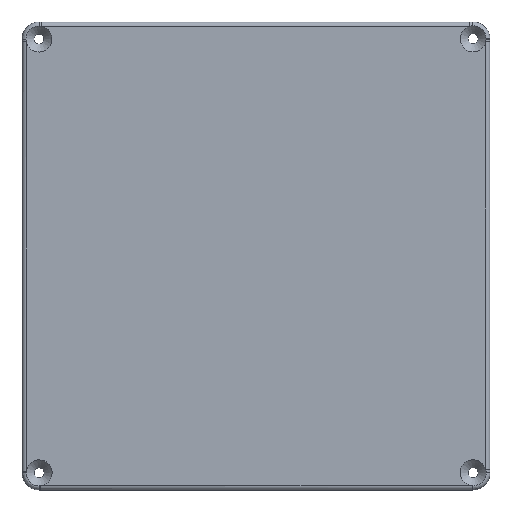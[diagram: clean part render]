
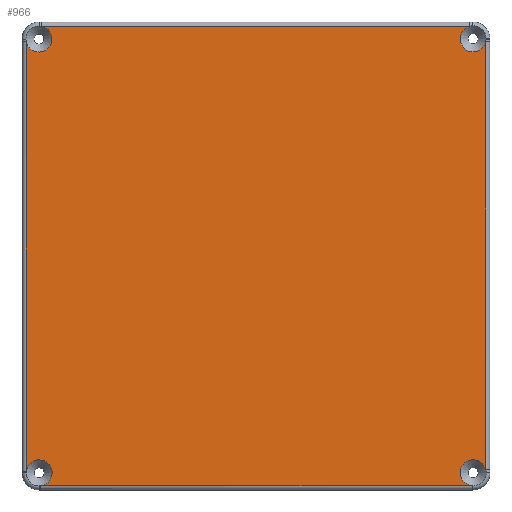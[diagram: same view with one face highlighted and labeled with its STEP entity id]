
A CAD part, top view. The second image highlights one B-rep face of the part: STEP entity #966.
In plain terms, the highlighted planar face has unit normal (0, 0, 1).
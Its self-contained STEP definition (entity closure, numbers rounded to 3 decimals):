
#135 = VERTEX_POINT('',#136);
#136 = CARTESIAN_POINT('',(202.195,-35.999,2.));
#331 = VERTEX_POINT('',#332);
#332 = CARTESIAN_POINT('',(101.438,-35.999,2.));
#339 = EDGE_CURVE('',#331,#135,#340,.T.);
#340 = LINE('',#341,#342);
#341 = CARTESIAN_POINT('',(100.962,-35.999,2.));
#342 = VECTOR('',#343,1.);
#343 = DIRECTION('',(1.,0.,0.));
#579 = EDGE_CURVE('',#135,#580,#582,.T.);
#580 = VERTEX_POINT('',#581);
#581 = CARTESIAN_POINT('',(205.962,-39.613,2.));
#582 = CIRCLE('',#583,3.05);
#583 = AXIS2_PLACEMENT_3D('',#584,#585,#586);
#584 = CARTESIAN_POINT('',(202.986,-38.944,2.));
#585 = DIRECTION('',(0.,0.,1.));
#586 = DIRECTION('',(1.,0.,0.));
#966 = ADVANCED_FACE('',(#967),#1038,.F.);
#967 = FACE_BOUND('',#968,.F.);
#968 = EDGE_LOOP('',(#969,#980,#988,#997,#1006,#1014,#1023,#1030,#1031,
    #1032));
#969 = ORIENTED_EDGE('',*,*,#970,.T.);
#970 = EDGE_CURVE('',#971,#973,#975,.T.);
#971 = VERTEX_POINT('',#972);
#972 = CARTESIAN_POINT('',(205.962,-140.205,2.));
#973 = VERTEX_POINT('',#974);
#974 = CARTESIAN_POINT('',(202.82,-143.999,2.));
#975 = CIRCLE('',#976,3.05);
#976 = AXIS2_PLACEMENT_3D('',#977,#978,#979);
#977 = CARTESIAN_POINT('',(203.006,-140.954,2.));
#978 = DIRECTION('',(0.,0.,1.));
#979 = DIRECTION('',(1.,0.,0.));
#980 = ORIENTED_EDGE('',*,*,#981,.T.);
#981 = EDGE_CURVE('',#973,#982,#984,.T.);
#982 = VERTEX_POINT('',#983);
#983 = CARTESIAN_POINT('',(101.294,-143.999,2.));
#984 = LINE('',#985,#986);
#985 = CARTESIAN_POINT('',(202.962,-143.999,2.));
#986 = VECTOR('',#987,1.);
#987 = DIRECTION('',(-1.,0.,0.));
#988 = ORIENTED_EDGE('',*,*,#989,.T.);
#989 = EDGE_CURVE('',#982,#990,#992,.T.);
#990 = VERTEX_POINT('',#991);
#991 = CARTESIAN_POINT('',(104.041,-140.964,2.));
#992 = CIRCLE('',#993,3.05);
#993 = AXIS2_PLACEMENT_3D('',#994,#995,#996);
#994 = CARTESIAN_POINT('',(100.991,-140.964,2.));
#995 = DIRECTION('',(0.,0.,1.));
#996 = DIRECTION('',(1.,0.,0.));
#997 = ORIENTED_EDGE('',*,*,#998,.T.);
#998 = EDGE_CURVE('',#990,#999,#1001,.T.);
#999 = VERTEX_POINT('',#1000);
#1000 = CARTESIAN_POINT('',(97.962,-140.61,2.));
#1001 = CIRCLE('',#1002,3.05);
#1002 = AXIS2_PLACEMENT_3D('',#1003,#1004,#1005);
#1003 = CARTESIAN_POINT('',(100.991,-140.964,2.));
#1004 = DIRECTION('',(0.,0.,1.));
#1005 = DIRECTION('',(1.,0.,0.));
#1006 = ORIENTED_EDGE('',*,*,#1007,.T.);
#1007 = EDGE_CURVE('',#999,#1008,#1010,.T.);
#1008 = VERTEX_POINT('',#1009);
#1009 = CARTESIAN_POINT('',(97.962,-39.633,2.));
#1010 = LINE('',#1011,#1012);
#1011 = CARTESIAN_POINT('',(97.962,-140.999,2.));
#1012 = VECTOR('',#1013,1.);
#1013 = DIRECTION('',(0.,1.,0.));
#1014 = ORIENTED_EDGE('',*,*,#1015,.T.);
#1015 = EDGE_CURVE('',#1008,#1016,#1018,.T.);
#1016 = VERTEX_POINT('',#1017);
#1017 = CARTESIAN_POINT('',(103.997,-39.009,2.));
#1018 = CIRCLE('',#1019,3.05);
#1019 = AXIS2_PLACEMENT_3D('',#1020,#1021,#1022);
#1020 = CARTESIAN_POINT('',(100.947,-39.009,2.));
#1021 = DIRECTION('',(0.,0.,1.));
#1022 = DIRECTION('',(1.,0.,0.));
#1023 = ORIENTED_EDGE('',*,*,#1024,.T.);
#1024 = EDGE_CURVE('',#1016,#331,#1025,.T.);
#1025 = CIRCLE('',#1026,3.05);
#1026 = AXIS2_PLACEMENT_3D('',#1027,#1028,#1029);
#1027 = CARTESIAN_POINT('',(100.947,-39.009,2.));
#1028 = DIRECTION('',(0.,0.,1.));
#1029 = DIRECTION('',(1.,0.,0.));
#1030 = ORIENTED_EDGE('',*,*,#339,.T.);
#1031 = ORIENTED_EDGE('',*,*,#579,.T.);
#1032 = ORIENTED_EDGE('',*,*,#1033,.T.);
#1033 = EDGE_CURVE('',#580,#971,#1034,.T.);
#1034 = LINE('',#1035,#1036);
#1035 = CARTESIAN_POINT('',(205.962,-38.999,2.));
#1036 = VECTOR('',#1037,1.);
#1037 = DIRECTION('',(0.,-1.,0.));
#1038 = PLANE('',#1039);
#1039 = AXIS2_PLACEMENT_3D('',#1040,#1041,#1042);
#1040 = CARTESIAN_POINT('',(151.962,-89.999,2.));
#1041 = DIRECTION('',(-0.,-0.,-1.));
#1042 = DIRECTION('',(-1.,0.,0.));
